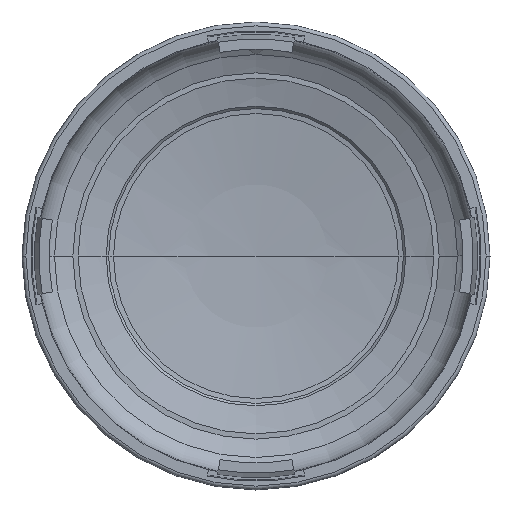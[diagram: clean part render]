
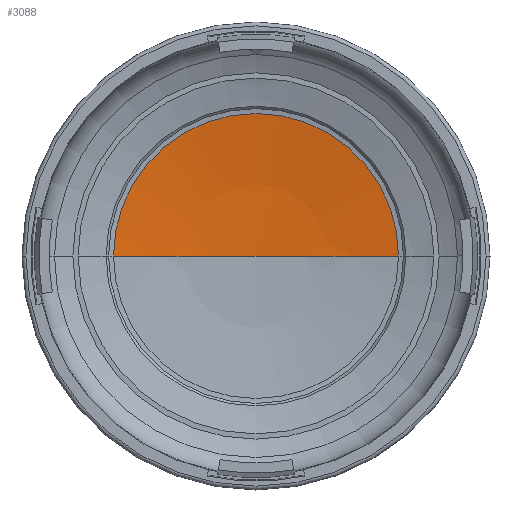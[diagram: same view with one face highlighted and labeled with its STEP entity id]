
A CAD part, front view. The second image highlights one B-rep face of the part: STEP entity #3088.
In plain terms, the highlighted spherical face has radius 50.101 mm.
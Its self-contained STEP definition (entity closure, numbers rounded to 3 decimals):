
#1067=CARTESIAN_POINT('',(0.,-15.001,0.));
#1068=DIRECTION('',(0.,0.,-1.));
#1069=DIRECTION('',(-0.152,0.988,0.));
#1070=AXIS2_PLACEMENT_3D('',#1067,#1068,#1069);
#1075=CARTESIAN_POINT('',(0.,34.519,0.));
#1076=DIRECTION('',(0.,1.,0.));
#1077=DIRECTION('',(-1.,0.,0.));
#1078=AXIS2_PLACEMENT_3D('',#1075,#1076,#1077);
#1083=CARTESIAN_POINT('',(0.,-15.001,0.));
#1084=DIRECTION('',(0.,0.,1.));
#1085=DIRECTION('',(0.152,0.988,0.));
#1086=AXIS2_PLACEMENT_3D('',#1083,#1084,#1085);
#2104=CARTESIAN_POINT('',(-7.611,34.519,0.));
#2105=VERTEX_POINT('',#2104);
#2106=CARTESIAN_POINT('',(0.,35.1,0.));
#2107=VERTEX_POINT('',#2106);
#2108=CARTESIAN_POINT('',(7.611,34.519,0.));
#2109=VERTEX_POINT('',#2108);
#3076=CARTESIAN_POINT('',(0.,-15.001,0.));
#3077=DIRECTION('',(0.,-1.,0.));
#3078=DIRECTION('',(-1.,0.,0.));
#3079=AXIS2_PLACEMENT_3D('',#3076,#3077,#3078);
#3080=SPHERICAL_SURFACE('',#3079,50.101);
#3082=ORIENTED_EDGE('',*,*,#3081,.F.);
#3083=ORIENTED_EDGE('',*,*,#3071,.T.);
#3085=ORIENTED_EDGE('',*,*,#3084,.T.);
#3086=EDGE_LOOP('',(#3082,#3083,#3085));
#3087=FACE_OUTER_BOUND('',#3086,.F.);
#3088=ADVANCED_FACE('',(#3087),#3080,.F.);
#1071=CIRCLE('',#1070,50.101);
#1079=CIRCLE('',#1078,7.611);
#1087=CIRCLE('',#1086,50.101);
#3071=EDGE_CURVE('',#2105,#2109,#1079,.T.);
#3081=EDGE_CURVE('',#2105,#2107,#1071,.T.);
#3084=EDGE_CURVE('',#2109,#2107,#1087,.T.);
